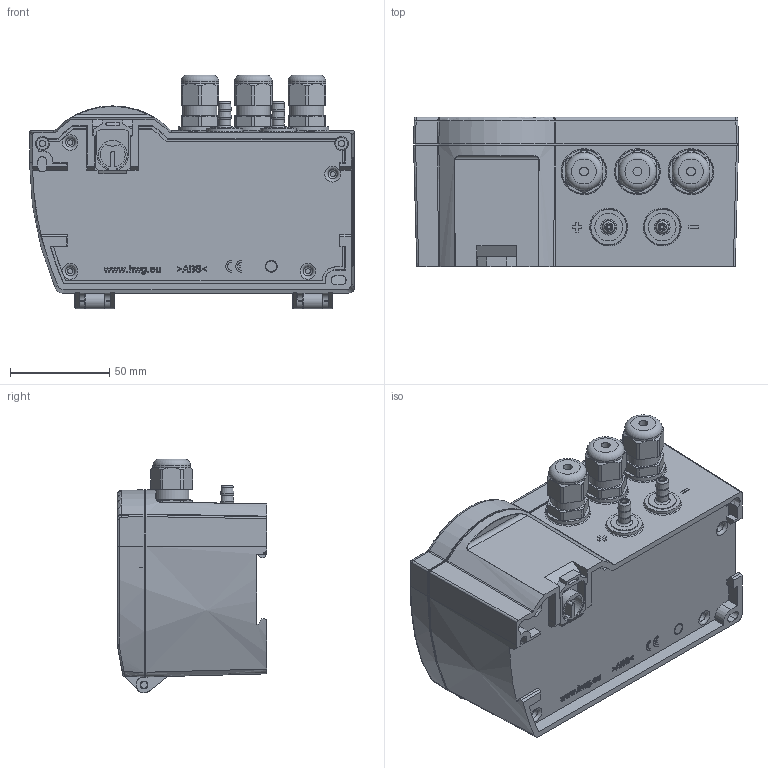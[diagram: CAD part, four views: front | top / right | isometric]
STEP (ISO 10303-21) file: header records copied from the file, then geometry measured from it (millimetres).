
FILE_DESCRIPTION(/* description */ ('Gehäuseunterteil P26 162x88x62 RAL7035 3xM16x1,5'),/* implementation_level */ '2;1');
FILE_NAME(/* name */ 'STP-Datei_P26.stp',/* time_stamp */ '2019-01-22T11:32:06+01:00',/* author */ ('nwolf'),/* organization */ (''),/* preprocessor_version */ 'ST-DEVELOPER v17',/* originating_system */ 'Autodesk Inventor 2018',/* authorisation */ '');
FILE_SCHEMA (('AUTOMOTIVE_DESIGN { 1 0 10303 214 3 1 1 }'));
Length unit declared in the file: millimetre
Products named in the file (10): STP-Datei_P26; 1000.012713M; 1020.003394M; 3090.000739M; 1200.003109M; 1000.013853M; 3010.001414M; 7000.000654MB; STD-000090; 1520.001594
Assembly tree (14 placements, depth 2):
  STP-Datei_P26
    1000.012713M
    1020.003394M
    3090.000739M  x3
    1200.003109M  x2
    1000.013853M
    3010.001414M
    7000.000654MB
    STD-000090  x2
    1520.001594  x2
Bounding box: 164 x 75.57 x 118.03 mm (x, y, z)
Volume: 217668 mm3; surface area: 176135.3 mm2
Topology: 14 solids, 14 shells, 1656 faces, 4492 edges, 2992 vertices
Faces by surface type: plane 921, bspline 279, cylinder 199, cone 189, torus 66, sphere 2
Full cylindrical faces by diameter (mm): 1.8 x2, 2.5 x2, 2.8 x1, 3 x3, 3.621 x2, 3.85 x2, 3.97 x6, 4 x4, 4.5 x3, 5.4 x1, 6 x5, 8 x2, 13 x2, 14 x4, 14.38 x3, 14.5 x3, 16 x3, 17.2 x3, 19 x3
Entity records: 59077 total; most frequent: CARTESIAN_POINT 22096, ORIENTED_EDGE 8088, DIRECTION 6815, EDGE_CURVE 4044, VERTEX_POINT 2693, LINE 2497, VECTOR 2497, AXIS2_PLACEMENT_3D 2159
